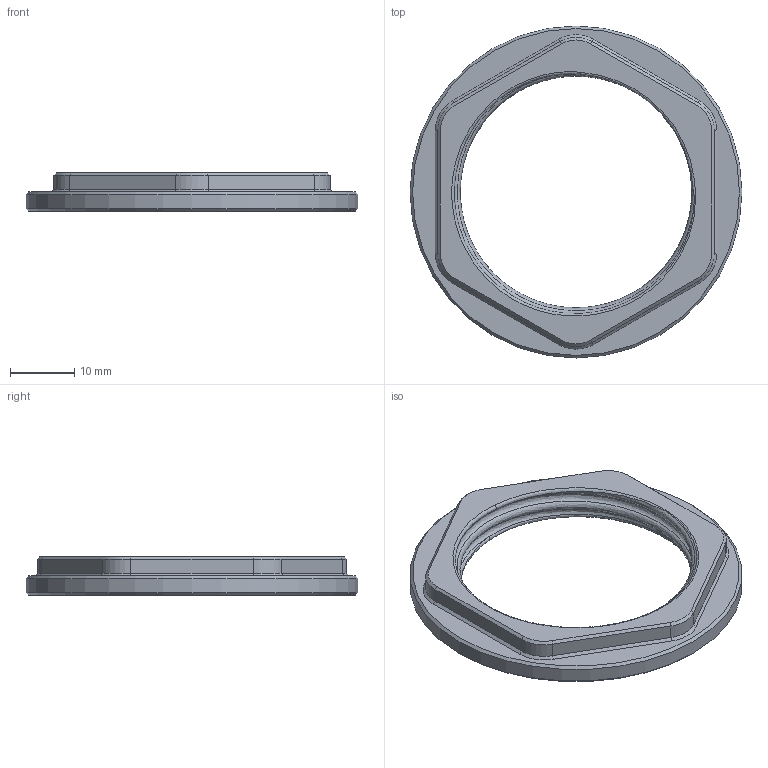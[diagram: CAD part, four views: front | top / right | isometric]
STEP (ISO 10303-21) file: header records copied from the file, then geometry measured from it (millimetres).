
FILE_DESCRIPTION(/* description */ ('STEP AP242','CAx-IF Rec.Pracs.---Representation and Presentation of Product Manufacturing Information (PMI)---4.0---2014-10-13','CAx-IF Rec.Pracs.---3D Tessellated Geometry---0.4---2014-09-14','2;1'),/* implementation_level */ '2;1');
FILE_NAME(/* name */ '6668fce33d711b3ea7d7b22b',/* time_stamp */ '2024-06-12T01:41:55Z',/* author */ (''),/* organization */ (''),/* preprocessor_version */ 'ST-DEVELOPER v20',/* originating_system */ ' ',/* authorisation */ ' ');
FILE_SCHEMA (('AP242_MANAGED_MODEL_BASED_3D_ENGINEERING_MIM_LF { 1 0 10303 442 1 1 4 }'));
Length unit declared in the file: metre
Products named in the file (1): Part 1
Bounding box: 51.7 x 51.7 x 6 mm (x, y, z)
Volume: 4595.7 mm3; surface area: 3624.2 mm2
Topology: 1 solids, 1 shells, 49 faces, 108 edges, 62 vertices
Faces by surface type: plane 21, cone 14, bspline 7, cylinder 7
Full cylindrical faces by diameter (mm): 51.7 x1
Entity records: 2610 total; most frequent: CARTESIAN_POINT 1555, DIRECTION 212, ORIENTED_EDGE 210, EDGE_CURVE 105, AXIS2_PLACEMENT_3D 76, VERTEX_POINT 62, LINE 60, VECTOR 60
